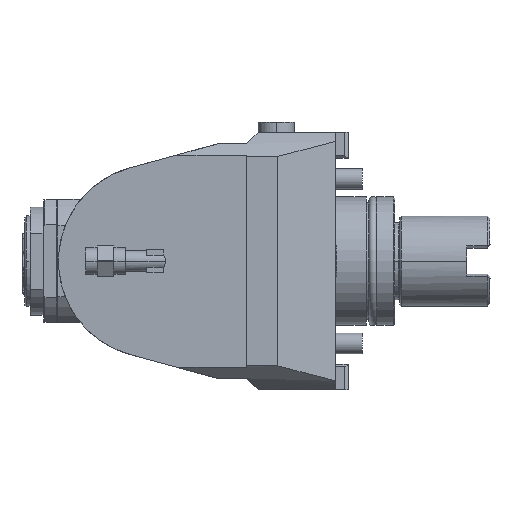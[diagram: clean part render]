
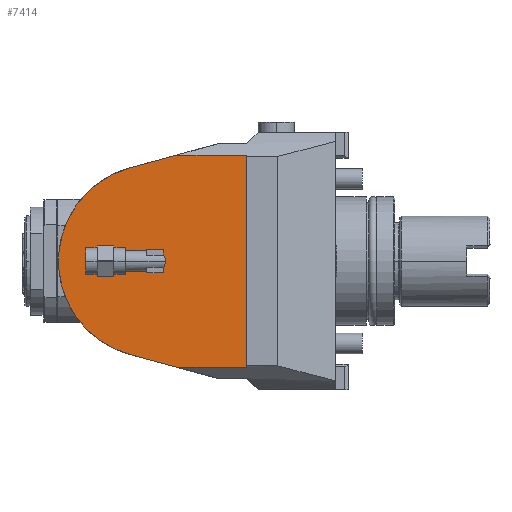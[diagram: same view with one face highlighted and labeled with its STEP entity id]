
A CAD part, front view. The second image highlights one B-rep face of the part: STEP entity #7414.
In plain terms, the highlighted planar face has unit normal (0, -1, 0).
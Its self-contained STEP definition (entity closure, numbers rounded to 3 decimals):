
#16=DIRECTION('',(0.,0.,-1.));
#17=VECTOR('',#16,82.365);
#18=CARTESIAN_POINT('',(-34.5,-45.,41.183));
#19=LINE('',#18,#17);
#24=DIRECTION('',(1.,0.,0.));
#25=VECTOR('',#24,27.079);
#26=CARTESIAN_POINT('',(-61.579,-45.,-41.183));
#27=LINE('',#26,#25);
#28=DIRECTION('',(-0.965,0.,0.264));
#29=VECTOR('',#28,18.991);
#30=CARTESIAN_POINT('',(-61.579,-45.,-41.183));
#31=LINE('',#30,#29);
#32=CARTESIAN_POINT('',(-70.,-45.,0.));
#33=DIRECTION('',(0.,-1.,0.));
#34=DIRECTION('',(-0.264,0.,0.965));
#35=AXIS2_PLACEMENT_3D('',#32,#33,#34);
#37=DIRECTION('',(-0.965,0.,-0.264));
#38=VECTOR('',#37,18.991);
#39=CARTESIAN_POINT('',(-61.579,-45.,41.183));
#40=LINE('',#39,#38);
#41=DIRECTION('',(1.,0.,0.));
#42=VECTOR('',#41,27.079);
#43=CARTESIAN_POINT('',(-61.579,-45.,41.183));
#44=LINE('',#43,#42);
#45=CARTESIAN_POINT('',(-70.,-45.,0.));
#46=DIRECTION('',(0.,1.,0.));
#47=DIRECTION('',(-1.,0.,0.));
#48=AXIS2_PLACEMENT_3D('',#45,#46,#47);
#50=CARTESIAN_POINT('',(-70.,-45.,0.));
#51=DIRECTION('',(0.,1.,0.));
#52=DIRECTION('',(1.,0.,0.));
#53=AXIS2_PLACEMENT_3D('',#50,#51,#52);
#6717=CARTESIAN_POINT('',(-74.,-45.,0.));
#6718=CARTESIAN_POINT('',(-66.,-45.,0.));
#6719=VERTEX_POINT('',#6717);
#6720=VERTEX_POINT('',#6718);
#6806=CARTESIAN_POINT('',(-79.897,-45.,36.17));
#6807=CARTESIAN_POINT('',(-79.897,-45.,-36.17));
#6808=VERTEX_POINT('',#6806);
#6809=VERTEX_POINT('',#6807);
#6814=CARTESIAN_POINT('',(-61.579,-45.,-41.183));
#6815=VERTEX_POINT('',#6814);
#6816=CARTESIAN_POINT('',(-61.579,-45.,41.183));
#6817=VERTEX_POINT('',#6816);
#6959=CARTESIAN_POINT('',(-34.5,-45.,41.183));
#6960=CARTESIAN_POINT('',(-34.5,-45.,-41.183));
#6961=VERTEX_POINT('',#6959);
#6962=VERTEX_POINT('',#6960);
#7391=CARTESIAN_POINT('',(-70.,-45.,0.));
#7392=DIRECTION('',(0.,1.,0.));
#7393=DIRECTION('',(1.,0.,0.));
#7394=AXIS2_PLACEMENT_3D('',#7391,#7392,#7393);
#7395=PLANE('',#7394);
#7396=ORIENTED_EDGE('',*,*,#7381,.T.);
#7398=ORIENTED_EDGE('',*,*,#7397,.F.);
#7400=ORIENTED_EDGE('',*,*,#7399,.T.);
#7402=ORIENTED_EDGE('',*,*,#7401,.F.);
#7404=ORIENTED_EDGE('',*,*,#7403,.F.);
#7405=ORIENTED_EDGE('',*,*,#7357,.T.);
#7406=EDGE_LOOP('',(#7396,#7398,#7400,#7402,#7404,#7405));
#7407=FACE_OUTER_BOUND('',#7406,.F.);
#7409=ORIENTED_EDGE('',*,*,#7408,.F.);
#7411=ORIENTED_EDGE('',*,*,#7410,.F.);
#7412=EDGE_LOOP('',(#7409,#7411));
#7413=FACE_BOUND('',#7412,.F.);
#7414=ADVANCED_FACE('',(#7407,#7413),#7395,.F.);
#36=CIRCLE('',#35,37.5);
#49=CIRCLE('',#48,4.);
#54=CIRCLE('',#53,4.);
#7357=EDGE_CURVE('',#6817,#6961,#44,.T.);
#7381=EDGE_CURVE('',#6961,#6962,#19,.T.);
#7397=EDGE_CURVE('',#6815,#6962,#27,.T.);
#7399=EDGE_CURVE('',#6815,#6809,#31,.T.);
#7401=EDGE_CURVE('',#6808,#6809,#36,.T.);
#7403=EDGE_CURVE('',#6817,#6808,#40,.T.);
#7408=EDGE_CURVE('',#6719,#6720,#49,.T.);
#7410=EDGE_CURVE('',#6720,#6719,#54,.T.);
